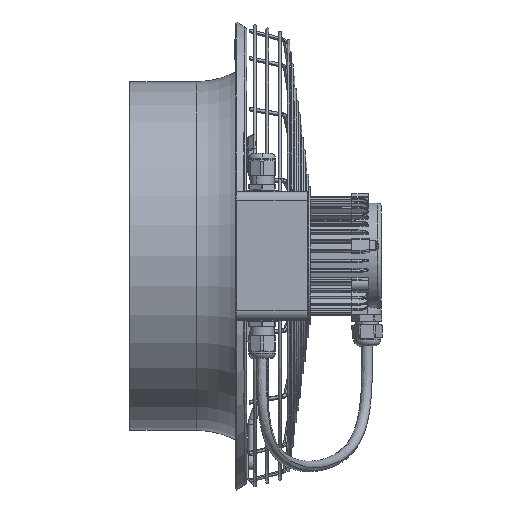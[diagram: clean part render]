
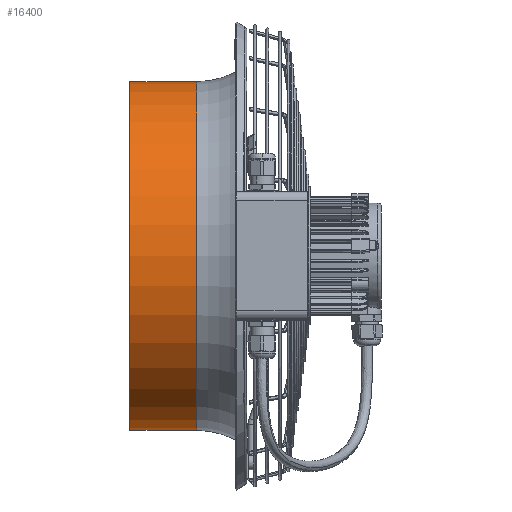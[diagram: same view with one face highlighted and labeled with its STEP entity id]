
A CAD part, top view. The second image highlights one B-rep face of the part: STEP entity #16400.
In plain terms, the highlighted cylindrical face has radius 156.5 mm (diameter 313 mm), a partial arc.
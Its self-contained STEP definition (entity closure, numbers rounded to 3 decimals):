
#15840=CARTESIAN_POINT('',(463.214,-342.862,0.));
#15850=VERTEX_POINT('',#15840);
#15880=CARTESIAN_POINT('',(463.214,-499.362,0.));
#15890=DIRECTION('',(1.,0.,0.));
#15900=DIRECTION('',(0.,1.,0.));
#15910=AXIS2_PLACEMENT_3D('',#15880,#15890,#15900);
#15920=CIRCLE('',#15910,156.5);
#15930=CARTESIAN_POINT('',(463.214,-655.862,0.));
#15940=VERTEX_POINT('',#15930);
#16080=CARTESIAN_POINT('',(433.214,-499.362,0.));
#16090=DIRECTION('',(-1.,0.,0.));
#16100=DIRECTION('',(0.,1.,0.));
#16110=AXIS2_PLACEMENT_3D('',#16080,#16090,#16100);
#16120=CYLINDRICAL_SURFACE('',#16110,156.5);
#16130=CARTESIAN_POINT('',(433.214,-655.862,
0.));
#16140=DIRECTION('',(-1.,0.,0.));
#16150=VECTOR('',#16140,1.);
#16160=LINE('',#16130,#16150);
#16170=CARTESIAN_POINT('',(403.214,-655.862,
0.));
#16180=VERTEX_POINT('',#16170);
#16190=EDGE_CURVE('',#15940,#16180,#16160,.T.);
#16200=ORIENTED_EDGE('',*,*,#16190,.F.);
#16210=CARTESIAN_POINT('',(403.214,-499.362,0.));
#16220=DIRECTION('',(1.,0.,0.));
#16230=DIRECTION('',(0.,1.,0.));
#16240=AXIS2_PLACEMENT_3D('',#16210,#16220,#16230);
#16250=CIRCLE('',#16240,156.5);
#16260=CARTESIAN_POINT('',(403.214,-342.862,0.));
#16270=VERTEX_POINT('',#16260);
#16280=EDGE_CURVE('',#16270,#16180,#16250,.T.);
#16290=ORIENTED_EDGE('',*,*,#16280,.T.);
#16300=CARTESIAN_POINT('',(433.214,-342.862,0.));
#16310=DIRECTION('',(-1.,0.,0.));
#16320=VECTOR('',#16310,1.);
#16330=LINE('',#16300,#16320);
#16340=EDGE_CURVE('',#15850,#16270,#16330,.T.);
#16350=ORIENTED_EDGE('',*,*,#16340,.T.);
#16360=EDGE_CURVE('',#15850,#15940,#15920,.T.);
#16370=ORIENTED_EDGE('',*,*,#16360,.F.);
#16380=EDGE_LOOP('',(#16370,#16350,#16290,#16200));
#16390=FACE_OUTER_BOUND('',#16380,.T.);
#16400=ADVANCED_FACE('',(#16390),#16120,.T.);
